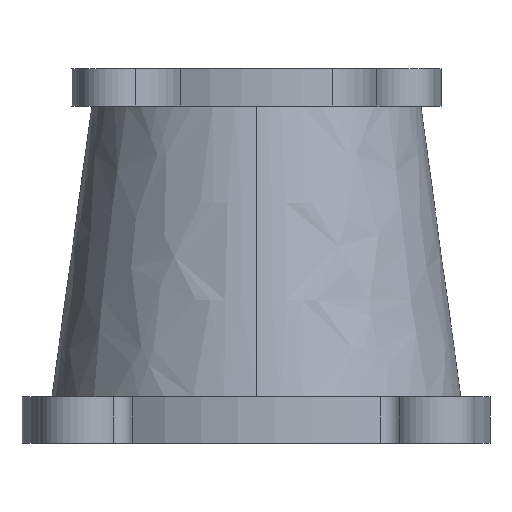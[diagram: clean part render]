
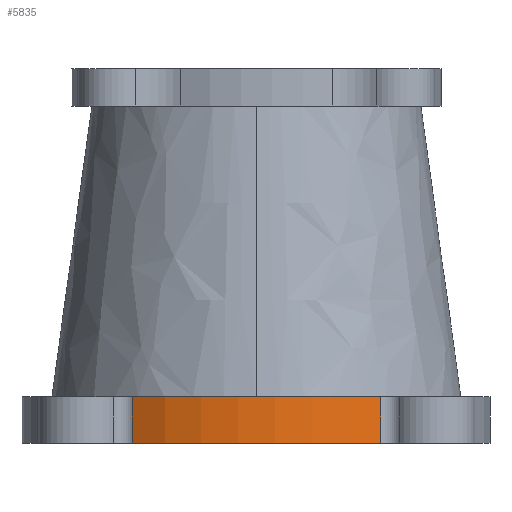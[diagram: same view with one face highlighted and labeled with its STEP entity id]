
A CAD part, front view. The second image highlights one B-rep face of the part: STEP entity #5835.
In plain terms, the highlighted cylindrical face has radius 50 mm (diameter 100 mm), a partial arc.
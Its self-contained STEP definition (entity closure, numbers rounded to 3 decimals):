
#131 = VERTEX_POINT ( 'NONE', #2095 ) ;
#678 = CARTESIAN_POINT ( 'NONE',  ( -26.52, -42.387, 0. ) ) ;
#716 = VERTEX_POINT ( 'NONE', #2786 ) ;
#1203 = AXIS2_PLACEMENT_3D ( 'NONE', #4297, #5794, #7176 ) ;
#1404 = VERTEX_POINT ( 'NONE', #5677 ) ;
#1443 = EDGE_CURVE ( 'NONE', #1404, #131, #5846, .T. ) ;
#1785 = AXIS2_PLACEMENT_3D ( 'NONE', #9277, #8566, #7143 ) ;
#2015 = DIRECTION ( 'NONE',  ( 0., 0., 1. ) ) ;
#2095 = CARTESIAN_POINT ( 'NONE',  ( 26.52, -42.387, 10. ) ) ;
#2109 = EDGE_LOOP ( 'NONE', ( #6324, #5878, #7740, #6158 ) ) ;
#2377 = VECTOR ( 'NONE', #2015, 1000. ) ;
#2477 = EDGE_CURVE ( 'NONE', #716, #131, #8486, .T. ) ;
#2760 = CARTESIAN_POINT ( 'NONE',  ( 26.52, -42.387, 10. ) ) ;
#2786 = CARTESIAN_POINT ( 'NONE',  ( 26.52, -42.387, 0. ) ) ;
#2806 = AXIS2_PLACEMENT_3D ( 'NONE', #5806, #5767, #4926 ) ;
#3869 = EDGE_CURVE ( 'NONE', #3935, #716, #8404, .T. ) ;
#3935 = VERTEX_POINT ( 'NONE', #678 ) ;
#4297 = CARTESIAN_POINT ( 'NONE',  ( 0., 0., 10. ) ) ;
#4926 = DIRECTION ( 'NONE',  ( 1., 0., 0. ) ) ;
#5100 = LINE ( 'NONE', #7943, #6769 ) ;
#5677 = CARTESIAN_POINT ( 'NONE',  ( -26.52, -42.387, 10. ) ) ;
#5732 = EDGE_CURVE ( 'NONE', #1404, #3935, #5100, .T. ) ;
#5767 = DIRECTION ( 'NONE',  ( 0., 0., 1. ) ) ;
#5794 = DIRECTION ( 'NONE',  ( 0., 0., -1. ) ) ;
#5806 = CARTESIAN_POINT ( 'NONE',  ( 0., 0., 0. ) ) ;
#5835 = ADVANCED_FACE ( 'NONE', ( #6461 ), #9266, .T. ) ;
#5846 = CIRCLE ( 'NONE', #1785, 50. ) ;
#5878 = ORIENTED_EDGE ( 'NONE', *, *, #5732, .T. ) ;
#6158 = ORIENTED_EDGE ( 'NONE', *, *, #2477, .T. ) ;
#6324 = ORIENTED_EDGE ( 'NONE', *, *, #1443, .F. ) ;
#6461 = FACE_OUTER_BOUND ( 'NONE', #2109, .T. ) ;
#6769 = VECTOR ( 'NONE', #7463, 1000. ) ;
#7143 = DIRECTION ( 'NONE',  ( 1., 0., 0. ) ) ;
#7176 = DIRECTION ( 'NONE',  ( -1., 0., 0. ) ) ;
#7463 = DIRECTION ( 'NONE',  ( 0., 0., -1. ) ) ;
#7740 = ORIENTED_EDGE ( 'NONE', *, *, #3869, .T. ) ;
#7943 = CARTESIAN_POINT ( 'NONE',  ( -26.52, -42.387, 10. ) ) ;
#8404 = CIRCLE ( 'NONE', #2806, 50. ) ;
#8486 = LINE ( 'NONE', #2760, #2377 ) ;
#8566 = DIRECTION ( 'NONE',  ( 0., 0., 1. ) ) ;
#9266 = CYLINDRICAL_SURFACE ( 'NONE', #1203, 50. ) ;
#9277 = CARTESIAN_POINT ( 'NONE',  ( 0., 0., 10. ) ) ;
